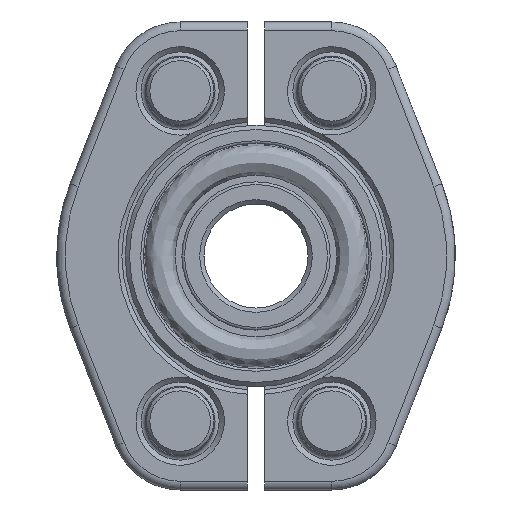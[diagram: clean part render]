
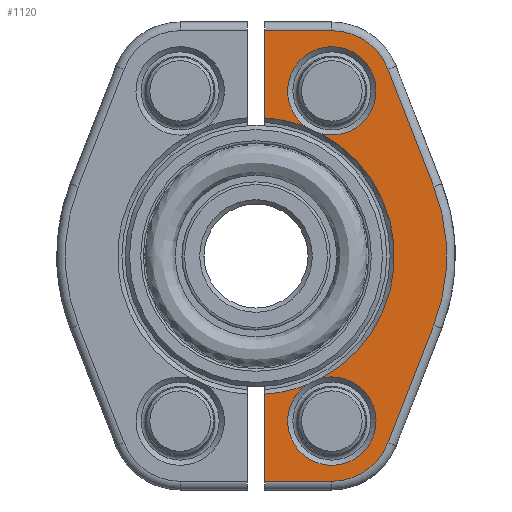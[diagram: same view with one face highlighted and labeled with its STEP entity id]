
A CAD part, left-side view. The second image highlights one B-rep face of the part: STEP entity #1120.
In plain terms, the highlighted face is planar.
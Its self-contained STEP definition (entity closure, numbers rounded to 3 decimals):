
#928=FACE_OUTER_BOUND('',#1424,.T.);
#1050=PLANE('',#2643);
#1120=ADVANCED_FACE('',(#928),#1050,.T.);
#1424=EDGE_LOOP('',(#1778,#1779,#1780,#1781,#1782,#1783,#1784,#1785,#1786,
#1787,#1788,#1789,#1790,#1791));
#1566=CIRCLE('',#2635,6.95);
#1567=CIRCLE('',#2636,22.);
#1568=CIRCLE('',#2637,6.95);
#1569=CIRCLE('',#2638,15.975);
#1570=CIRCLE('',#2639,5.1);
#1571=CIRCLE('',#2640,15.975);
#1572=CIRCLE('',#2641,5.1);
#1573=CIRCLE('',#2642,15.975);
#1778=ORIENTED_EDGE('',*,*,#2290,.F.);
#1779=ORIENTED_EDGE('',*,*,#2291,.T.);
#1780=ORIENTED_EDGE('',*,*,#2292,.T.);
#1781=ORIENTED_EDGE('',*,*,#2293,.T.);
#1782=ORIENTED_EDGE('',*,*,#2294,.T.);
#1783=ORIENTED_EDGE('',*,*,#2295,.T.);
#1784=ORIENTED_EDGE('',*,*,#2296,.T.);
#1785=ORIENTED_EDGE('',*,*,#2297,.T.);
#1786=ORIENTED_EDGE('',*,*,#2298,.F.);
#1787=ORIENTED_EDGE('',*,*,#2299,.T.);
#1788=ORIENTED_EDGE('',*,*,#2300,.T.);
#1789=ORIENTED_EDGE('',*,*,#2301,.T.);
#1790=ORIENTED_EDGE('',*,*,#2302,.T.);
#1791=ORIENTED_EDGE('',*,*,#2303,.T.);
#2135=VERTEX_POINT('',#3614);
#2136=VERTEX_POINT('',#3615);
#2137=VERTEX_POINT('',#3617);
#2138=VERTEX_POINT('',#3619);
#2139=VERTEX_POINT('',#3621);
#2140=VERTEX_POINT('',#3623);
#2141=VERTEX_POINT('',#3625);
#2142=VERTEX_POINT('',#3627);
#2143=VERTEX_POINT('',#3629);
#2144=VERTEX_POINT('',#3631);
#2145=VERTEX_POINT('',#3633);
#2146=VERTEX_POINT('',#3635);
#2147=VERTEX_POINT('',#3637);
#2148=VERTEX_POINT('',#3639);
#2290=EDGE_CURVE('',#2135,#2136,#2438,.T.);
#2291=EDGE_CURVE('',#2135,#2137,#2439,.T.);
#2292=EDGE_CURVE('',#2137,#2138,#1566,.T.);
#2293=EDGE_CURVE('',#2138,#2139,#2440,.T.);
#2294=EDGE_CURVE('',#2139,#2140,#1567,.T.);
#2295=EDGE_CURVE('',#2140,#2141,#2441,.T.);
#2296=EDGE_CURVE('',#2141,#2142,#1568,.T.);
#2297=EDGE_CURVE('',#2142,#2143,#2442,.T.);
#2298=EDGE_CURVE('',#2144,#2143,#2443,.T.);
#2299=EDGE_CURVE('',#2144,#2145,#1569,.T.);
#2300=EDGE_CURVE('',#2145,#2146,#1570,.T.);
#2301=EDGE_CURVE('',#2146,#2147,#1571,.T.);
#2302=EDGE_CURVE('',#2147,#2148,#1572,.T.);
#2303=EDGE_CURVE('',#2148,#2136,#1573,.T.);
#2438=LINE('',#3613,#2498);
#2439=LINE('',#3616,#2499);
#2440=LINE('',#3620,#2500);
#2441=LINE('',#3624,#2501);
#2442=LINE('',#3628,#2502);
#2443=LINE('',#3630,#2503);
#2498=VECTOR('',#3027,1.);
#2499=VECTOR('',#3028,1.);
#2500=VECTOR('',#3031,1.);
#2501=VECTOR('',#3034,1.);
#2502=VECTOR('',#3037,1.);
#2503=VECTOR('',#3038,1.);
#2635=AXIS2_PLACEMENT_3D('',#3618,#3029,#3030);
#2636=AXIS2_PLACEMENT_3D('',#3622,#3032,#3033);
#2637=AXIS2_PLACEMENT_3D('',#3626,#3035,#3036);
#2638=AXIS2_PLACEMENT_3D('',#3632,#3039,#3040);
#2639=AXIS2_PLACEMENT_3D('',#3634,#3041,#3042);
#2640=AXIS2_PLACEMENT_3D('',#3636,#3043,#3044);
#2641=AXIS2_PLACEMENT_3D('',#3638,#3045,#3046);
#2642=AXIS2_PLACEMENT_3D('',#3640,#3047,#3048);
#2643=AXIS2_PLACEMENT_3D('',#3641,#3049,#3050);
#3027=DIRECTION('',(-1.,0.,0.));
#3028=DIRECTION('',(0.,-1.,0.));
#3029=DIRECTION('',(0.,0.,-1.));
#3030=DIRECTION('',(-1.,0.,0.));
#3031=DIRECTION('',(-0.932,-0.362,0.));
#3032=DIRECTION('',(0.,0.,-1.));
#3033=DIRECTION('',(-1.,0.,0.));
#3034=DIRECTION('',(-0.932,0.362,0.));
#3035=DIRECTION('',(0.,0.,-1.));
#3036=DIRECTION('',(-1.,0.,0.));
#3037=DIRECTION('',(0.,1.,0.));
#3038=DIRECTION('',(-1.,0.,0.));
#3039=DIRECTION('',(0.,0.,1.));
#3040=DIRECTION('',(-1.,0.,0.));
#3041=DIRECTION('',(0.,0.,1.));
#3042=DIRECTION('',(-1.,0.,0.));
#3043=DIRECTION('',(0.,0.,1.));
#3044=DIRECTION('',(-1.,0.,0.));
#3045=DIRECTION('',(0.,0.,1.));
#3046=DIRECTION('',(-1.,0.,0.));
#3047=DIRECTION('',(0.,0.,1.));
#3048=DIRECTION('',(-1.,0.,0.));
#3049=DIRECTION('',(0.,0.,-1.));
#3050=DIRECTION('',(-1.,0.,0.));
#3613=CARTESIAN_POINT('',(31.,-1.,0.));
#3614=CARTESIAN_POINT('',(26.,-1.,0.));
#3615=CARTESIAN_POINT('',(15.944,-1.,0.));
#3616=CARTESIAN_POINT('',(26.,-8.75,0.));
#3617=CARTESIAN_POINT('',(26.,-8.75,0.));
#3618=CARTESIAN_POINT('',(19.05,-8.75,0.));
#3619=CARTESIAN_POINT('',(21.565,-15.229,0.));
#3620=CARTESIAN_POINT('',(21.565,-15.229,0.));
#3621=CARTESIAN_POINT('',(7.96,-20.509,0.));
#3622=CARTESIAN_POINT('',(0.,0.,0.));
#3623=CARTESIAN_POINT('',(-7.96,-20.509,0.));
#3624=CARTESIAN_POINT('',(11.547,-28.081,0.));
#3625=CARTESIAN_POINT('',(-21.565,-15.229,0.));
#3626=CARTESIAN_POINT('',(-19.05,-8.75,0.));
#3627=CARTESIAN_POINT('',(-26.,-8.75,0.));
#3628=CARTESIAN_POINT('',(-26.,-8.75,0.));
#3629=CARTESIAN_POINT('',(-26.,-1.,0.));
#3630=CARTESIAN_POINT('',(31.,-1.,0.));
#3631=CARTESIAN_POINT('',(-15.944,-1.,0.));
#3632=CARTESIAN_POINT('',(0.,0.,0.));
#3633=CARTESIAN_POINT('',(-14.879,-5.815,0.));
#3634=CARTESIAN_POINT('',(-19.05,-8.75,0.));
#3635=CARTESIAN_POINT('',(-14.106,-7.498,0.));
#3636=CARTESIAN_POINT('',(0.,0.,0.));
#3637=CARTESIAN_POINT('',(14.106,-7.498,0.));
#3638=CARTESIAN_POINT('',(19.05,-8.75,0.));
#3639=CARTESIAN_POINT('',(14.879,-5.815,0.));
#3640=CARTESIAN_POINT('',(0.,0.,0.));
#3641=CARTESIAN_POINT('',(19.05,-8.75,0.));
